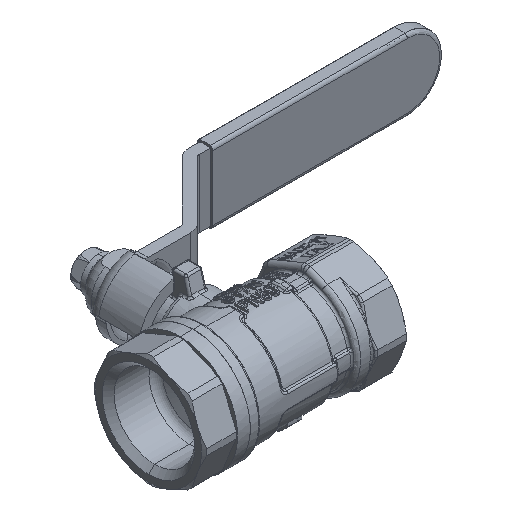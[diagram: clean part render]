
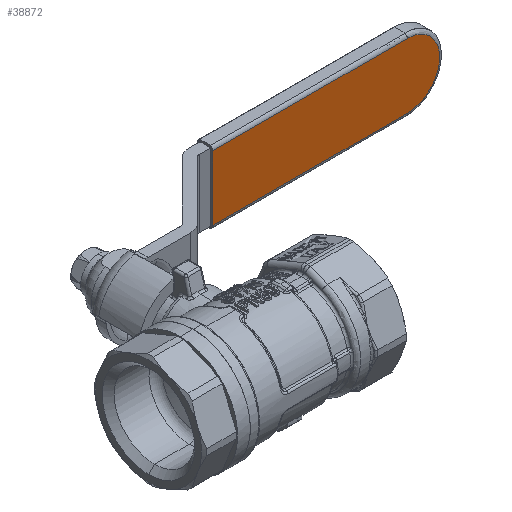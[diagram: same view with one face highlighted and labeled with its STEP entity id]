
A CAD part, isometric view. The second image highlights one B-rep face of the part: STEP entity #38872.
In plain terms, the highlighted planar face has unit normal (0, -1, 0).
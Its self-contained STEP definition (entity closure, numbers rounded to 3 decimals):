
#608 = CARTESIAN_POINT ( 'NONE',  ( 78.981, 40., 7.39 ) ) ;
#940 = CARTESIAN_POINT ( 'NONE',  ( 79.459, 40., -7.245 ) ) ;
#1124 = CARTESIAN_POINT ( 'NONE',  ( 77.501, 40., 7.634 ) ) ;
#1818 = CARTESIAN_POINT ( 'NONE',  ( 31.096, 40., -7.634 ) ) ;
#2355 = VERTEX_POINT ( 'NONE', #24213 ) ;
#3197 = B_SPLINE_CURVE_WITH_KNOTS ( 'NONE', 3,
 ( #48038, #11509, #32670, #9030, #940, #44923, #12373, #16380, #41028, #12902, #45095, #21101, #36867, #49093, #24765, #44753, #36689, #28984, #4649, #8328, #8866, #48925, #25107, #5010, #8509, #20763, #13070, #37045, #32308, #48565, #608, #12725, #1124, #28459 ),
 .UNSPECIFIED., .F., .F.,
 ( 4, 2, 2, 2, 2, 2, 2, 2, 2, 2, 2, 2, 2, 2, 2, 2, 4 ),
 ( 0., 0.063, 0.125, 0.188, 0.25, 0.313, 0.375, 0.438, 0.5, 0.562, 0.625, 0.687, 0.75, 0.813, 0.875, 0.938, 1. ),
 .UNSPECIFIED. ) ;
#4007 = CARTESIAN_POINT ( 'NONE',  ( 77., 40., -7.634 ) ) ;
#4649 = CARTESIAN_POINT ( 'NONE',  ( 84.585, 40., 0.998 ) ) ;
#5010 = CARTESIAN_POINT ( 'NONE',  ( 83.069, 40., 4.658 ) ) ;
#6337 = B_SPLINE_CURVE_WITH_KNOTS ( 'NONE', 3,
 ( #6502, #22782, #15077, #39042 ),
 .UNSPECIFIED., .F., .F.,
 ( 4, 4 ),
 ( 0., 1. ),
 .UNSPECIFIED. ) ;
#6502 = CARTESIAN_POINT ( 'NONE',  ( 31.096, 40., 7.634 ) ) ;
#8036 = ORIENTED_EDGE ( 'NONE', *, *, #30053, .T. ) ;
#8328 = CARTESIAN_POINT ( 'NONE',  ( 84.39, 40., 1.981 ) ) ;
#8509 = CARTESIAN_POINT ( 'NONE',  ( 82.752, 40., 5.044 ) ) ;
#8866 = CARTESIAN_POINT ( 'NONE',  ( 84.245, 40., 2.459 ) ) ;
#9030 = CARTESIAN_POINT ( 'NONE',  ( 78.981, 40., -7.39 ) ) ;
#11386 = CARTESIAN_POINT ( 'NONE',  ( 31.096, 40., 7.634 ) ) ;
#11509 = CARTESIAN_POINT ( 'NONE',  ( 77.501, 40., -7.634 ) ) ;
#12373 = CARTESIAN_POINT ( 'NONE',  ( 80.825, 40., -6.626 ) ) ;
#12619 = ORIENTED_EDGE ( 'NONE', *, *, #24421, .T. ) ;
#12725 = CARTESIAN_POINT ( 'NONE',  ( 77.998, 40., 7.585 ) ) ;
#12902 = CARTESIAN_POINT ( 'NONE',  ( 82.752, 40., -5.044 ) ) ;
#13070 = CARTESIAN_POINT ( 'NONE',  ( 81.658, 40., 6.069 ) ) ;
#13228 = CARTESIAN_POINT ( 'NONE',  ( 46.397, 40., -7.634 ) ) ;
#15077 = CARTESIAN_POINT ( 'NONE',  ( 31.096, 40., -2.545 ) ) ;
#16380 = CARTESIAN_POINT ( 'NONE',  ( 81.658, 40., -6.069 ) ) ;
#19058 = CARTESIAN_POINT ( 'NONE',  ( 77., 40., 7.634 ) ) ;
#20763 = CARTESIAN_POINT ( 'NONE',  ( 82.044, 40., 5.752 ) ) ;
#20992 = VERTEX_POINT ( 'NONE', #4007 ) ;
#21101 = CARTESIAN_POINT ( 'NONE',  ( 83.626, 40., -3.825 ) ) ;
#21565 = VERTEX_POINT ( 'NONE', #11386 ) ;
#22025 = DIRECTION ( 'NONE',  ( -1., 0., 0. ) ) ;
#22782 = CARTESIAN_POINT ( 'NONE',  ( 31.096, 40., 2.545 ) ) ;
#23401 = CARTESIAN_POINT ( 'NONE',  ( 31.096, 40., 7.634 ) ) ;
#24213 = CARTESIAN_POINT ( 'NONE',  ( 77., 40., 7.634 ) ) ;
#24421 = EDGE_CURVE ( 'NONE', #21565, #43630, #6337, .T. ) ;
#24765 = CARTESIAN_POINT ( 'NONE',  ( 84.39, 40., -1.981 ) ) ;
#25107 = CARTESIAN_POINT ( 'NONE',  ( 83.626, 40., 3.825 ) ) ;
#25775 = CARTESIAN_POINT ( 'NONE',  ( 61.699, 40., -7.634 ) ) ;
#27090 = CARTESIAN_POINT ( 'NONE',  ( 61.699, 40., 7.634 ) ) ;
#27513 = EDGE_LOOP ( 'NONE', ( #8036, #33922, #12619, #30424 ) ) ;
#28459 = CARTESIAN_POINT ( 'NONE',  ( 77., 40., 7.634 ) ) ;
#28984 = CARTESIAN_POINT ( 'NONE',  ( 84.634, 40., 0.501 ) ) ;
#29818 = CARTESIAN_POINT ( 'NONE',  ( 77., 40., -7.634 ) ) ;
#29901 = DIRECTION ( 'NONE',  ( 0., -1., 0. ) ) ;
#30053 = EDGE_CURVE ( 'NONE', #20992, #2355, #3197, .T. ) ;
#30424 = ORIENTED_EDGE ( 'NONE', *, *, #50269, .F. ) ;
#32308 = CARTESIAN_POINT ( 'NONE',  ( 80.384, 40., 6.861 ) ) ;
#32670 = CARTESIAN_POINT ( 'NONE',  ( 77.998, 40., -7.585 ) ) ;
#33922 = ORIENTED_EDGE ( 'NONE', *, *, #35155, .T. ) ;
#34201 = FACE_OUTER_BOUND ( 'NONE', #27513, .T. ) ;
#35155 = EDGE_CURVE ( 'NONE', #2355, #21565, #37589, .T. ) ;
#36689 = CARTESIAN_POINT ( 'NONE',  ( 84.634, 40., -0.501 ) ) ;
#36867 = CARTESIAN_POINT ( 'NONE',  ( 83.861, 40., -3.384 ) ) ;
#37045 = CARTESIAN_POINT ( 'NONE',  ( 80.825, 40., 6.626 ) ) ;
#37112 = AXIS2_PLACEMENT_3D ( 'NONE', #45331, #29901, #22025 ) ;
#37589 = B_SPLINE_CURVE_WITH_KNOTS ( 'NONE', 3,
 ( #19058, #27090, #51236, #23401 ),
 .UNSPECIFIED., .F., .F.,
 ( 4, 4 ),
 ( 0., 1. ),
 .UNSPECIFIED. ) ;
#38872 = ADVANCED_FACE ( 'NONE', ( #34201 ), #45832, .T. ) ;
#39042 = CARTESIAN_POINT ( 'NONE',  ( 31.096, 40., -7.634 ) ) ;
#40984 = B_SPLINE_CURVE_WITH_KNOTS ( 'NONE', 3,
 ( #29818, #25775, #13228, #1818 ),
 .UNSPECIFIED., .F., .F.,
 ( 4, 4 ),
 ( 0., 1. ),
 .UNSPECIFIED. ) ;
#41028 = CARTESIAN_POINT ( 'NONE',  ( 82.044, 40., -5.752 ) ) ;
#42884 = CARTESIAN_POINT ( 'NONE',  ( 31.096, 40., -7.634 ) ) ;
#43630 = VERTEX_POINT ( 'NONE', #42884 ) ;
#44753 = CARTESIAN_POINT ( 'NONE',  ( 84.585, 40., -0.998 ) ) ;
#44923 = CARTESIAN_POINT ( 'NONE',  ( 80.384, 40., -6.861 ) ) ;
#45095 = CARTESIAN_POINT ( 'NONE',  ( 83.069, 40., -4.658 ) ) ;
#45331 = CARTESIAN_POINT ( 'NONE',  ( 77., 40., 0. ) ) ;
#45832 = PLANE ( 'NONE',  #37112 ) ;
#48038 = CARTESIAN_POINT ( 'NONE',  ( 77., 40., -7.634 ) ) ;
#48565 = CARTESIAN_POINT ( 'NONE',  ( 79.459, 40., 7.245 ) ) ;
#48925 = CARTESIAN_POINT ( 'NONE',  ( 83.861, 40., 3.384 ) ) ;
#49093 = CARTESIAN_POINT ( 'NONE',  ( 84.245, 40., -2.459 ) ) ;
#50269 = EDGE_CURVE ( 'NONE', #20992, #43630, #40984, .T. ) ;
#51236 = CARTESIAN_POINT ( 'NONE',  ( 46.397, 40., 7.634 ) ) ;
